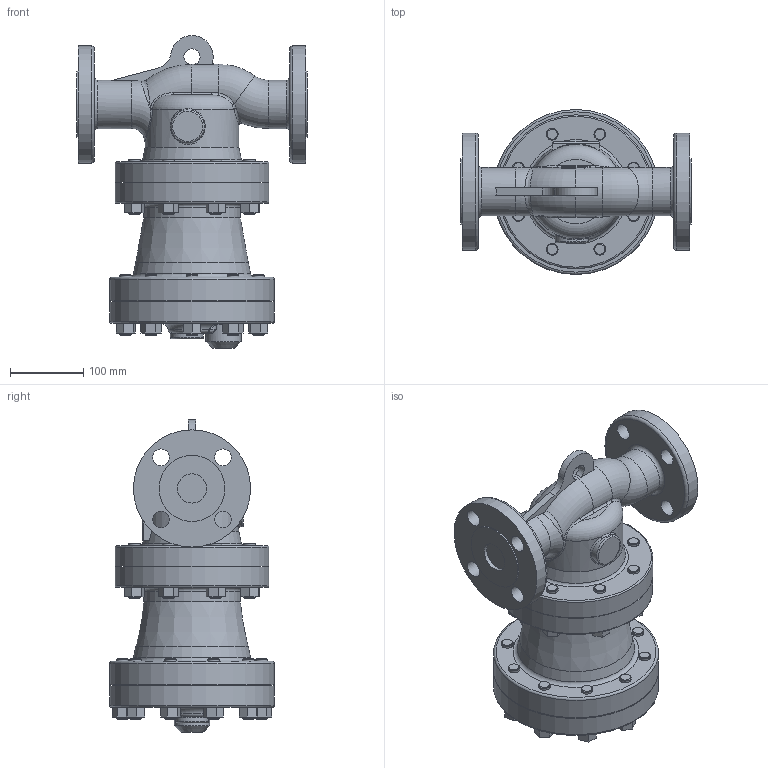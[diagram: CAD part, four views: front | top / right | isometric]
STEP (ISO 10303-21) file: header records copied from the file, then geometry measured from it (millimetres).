
FILE_DESCRIPTION((''),'2;1');
FILE_NAME('dc3sh-040-jis40-00.stp','2014-02-14T13:04:53',('akifuji'),(''),'Autodesk Inventor 2012','Autodesk Inventor 2012','');
FILE_SCHEMA(('AUTOMOTIVE_DESIGN { 1 0 10303 214 1 1 1 1 }'));
Length unit declared in the file: millimetre
Products named in the file (1): dc3sh-040-jis40-00
Bounding box: 315 x 225 x 426.96 mm (x, y, z)
Volume: 9124869 mm3; surface area: 510135.9 mm2
Topology: 1 solids, 1 shells, 437 faces, 1034 edges, 666 vertices
Faces by surface type: plane 224, cylinder 112, cone 40, torus 31, bspline 30
Full cylindrical faces by diameter (mm): 16 x54, 22.2 x1, 23 x8, 27.7 x1, 40 x2, 45 x2, 48 x1, 66 x2, 90 x2, 128 x1, 132 x1, 150 x1, 160 x2, 162.5 x1, 210 x2, 225 x2
Entity records: 13373 total; most frequent: CARTESIAN_POINT 4006, DIRECTION 1861, ORIENTED_EDGE 1720, EDGE_CURVE 860, AXIS2_PLACEMENT_3D 730, EDGE_LOOP 695, VERTEX_POINT 631, FACE_OUTER_BOUND 435
